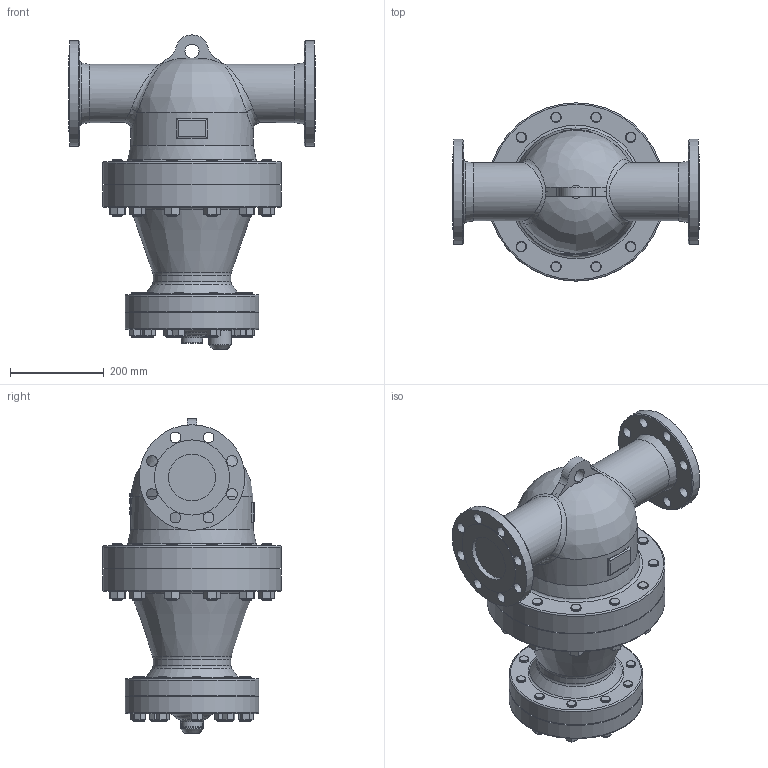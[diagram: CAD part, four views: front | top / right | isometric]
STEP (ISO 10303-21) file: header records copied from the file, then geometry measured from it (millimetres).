
FILE_DESCRIPTION((''),'2;1');
FILE_NAME('dc3ah-100-jis20-00.stp','2014-02-14T12:52:13',('akifuji'),(''),'Autodesk Inventor 2012','Autodesk Inventor 2012','');
FILE_SCHEMA(('AUTOMOTIVE_DESIGN { 1 0 10303 214 1 1 1 1 }'));
Length unit declared in the file: millimetre
Products named in the file (1): dc3ah-100-jis20-00
Bounding box: 526 x 380 x 670 mm (x, y, z)
Volume: 37023749.4 mm3; surface area: 1158324.5 mm2
Topology: 1 solids, 1 shells, 470 faces, 1108 edges, 717 vertices
Faces by surface type: plane 259, cylinder 129, cone 53, bspline 15, torus 14
Full cylindrical faces by diameter (mm): 20 x30, 22 x36, 22.2 x1, 23 x16, 30 x1, 45 x1, 48 x1, 100 x2, 124 x2, 160 x2, 166 x1, 204.5 x1, 225 x2, 261 x1, 285 x2, 296 x1, 380 x2
Entity records: 13984 total; most frequent: CARTESIAN_POINT 3773, DIRECTION 2100, ORIENTED_EDGE 1788, EDGE_CURVE 894, AXIS2_PLACEMENT_3D 808, EDGE_LOOP 796, VERTEX_POINT 672, VECTOR 484
